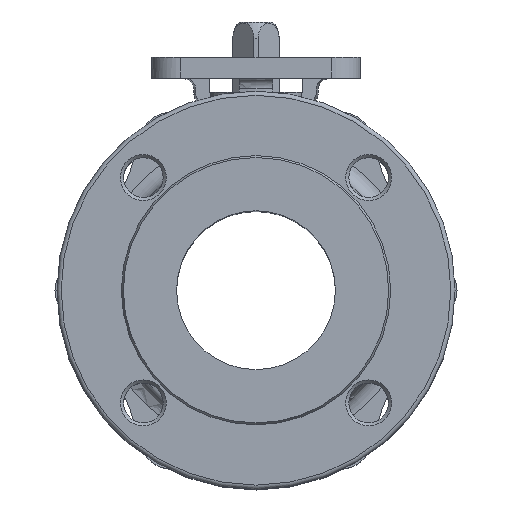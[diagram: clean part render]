
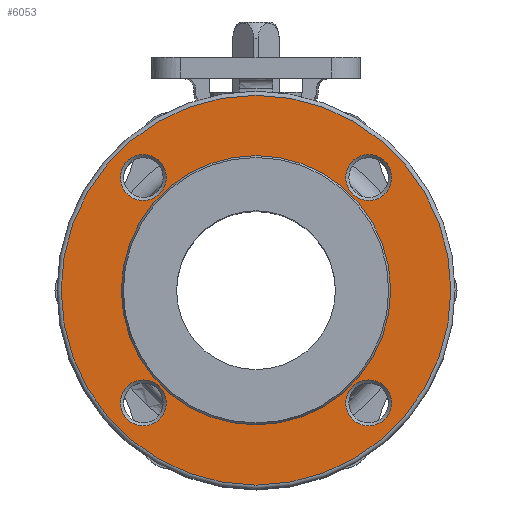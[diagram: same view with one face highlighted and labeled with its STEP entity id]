
A CAD part, top view. The second image highlights one B-rep face of the part: STEP entity #6053.
In plain terms, the highlighted planar face has unit normal (0, 0, 1).
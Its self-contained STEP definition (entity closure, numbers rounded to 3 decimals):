
#715=PLANE('',#6594);
#1378=ORIENTED_EDGE('',*,*,#3168,.F.);
#1379=ORIENTED_EDGE('',*,*,#3170,.F.);
#1380=ORIENTED_EDGE('',*,*,#3171,.F.);
#1381=ORIENTED_EDGE('',*,*,#3172,.F.);
#1382=ORIENTED_EDGE('',*,*,#3173,.F.);
#1383=ORIENTED_EDGE('',*,*,#3167,.T.);
#3167=EDGE_CURVE('',#4060,#4060,#4632,.T.);
#3168=EDGE_CURVE('',#4061,#4061,#4633,.T.);
#3170=EDGE_CURVE('',#4063,#4063,#4635,.T.);
#3171=EDGE_CURVE('',#4064,#4064,#4636,.T.);
#3172=EDGE_CURVE('',#4065,#4065,#4637,.T.);
#3173=EDGE_CURVE('',#4066,#4066,#4638,.T.);
#4060=VERTEX_POINT('',#9595);
#4061=VERTEX_POINT('',#9598);
#4063=VERTEX_POINT('',#9603);
#4064=VERTEX_POINT('',#9605);
#4065=VERTEX_POINT('',#9607);
#4066=VERTEX_POINT('',#9609);
#4632=CIRCLE('',#6590,64.424);
#4633=CIRCLE('',#6592,93.25);
#4635=CIRCLE('',#6595,11.);
#4636=CIRCLE('',#6596,11.);
#4637=CIRCLE('',#6597,11.);
#4638=CIRCLE('',#6598,11.);
#4939=EDGE_LOOP('',(#1378));
#4940=EDGE_LOOP('',(#1379));
#4941=EDGE_LOOP('',(#1380));
#4942=EDGE_LOOP('',(#1381));
#4943=EDGE_LOOP('',(#1382));
#4944=EDGE_LOOP('',(#1383));
#5457=FACE_BOUND('',#4939,.T.);
#5458=FACE_BOUND('',#4940,.T.);
#5459=FACE_BOUND('',#4941,.T.);
#5460=FACE_BOUND('',#4942,.T.);
#5461=FACE_BOUND('',#4943,.T.);
#5462=FACE_BOUND('',#4944,.T.);
#6053=ADVANCED_FACE('',(#5457,#5458,#5459,#5460,#5461,#5462),#715,.F.);
#6590=AXIS2_PLACEMENT_3D('',#9594,#7579,#7580);
#6592=AXIS2_PLACEMENT_3D('',#9597,#7583,#7584);
#6594=AXIS2_PLACEMENT_3D('',#9601,#7587,#7588);
#6595=AXIS2_PLACEMENT_3D('',#9602,#7589,#7590);
#6596=AXIS2_PLACEMENT_3D('',#9604,#7591,#7592);
#6597=AXIS2_PLACEMENT_3D('',#9606,#7593,#7594);
#6598=AXIS2_PLACEMENT_3D('',#9608,#7595,#7596);
#7579=DIRECTION('',(0.,0.,-1.));
#7580=DIRECTION('',(-1.,0.,0.));
#7583=DIRECTION('',(0.,0.,-1.));
#7584=DIRECTION('',(-1.,0.,0.));
#7587=DIRECTION('',(0.,0.,-1.));
#7588=DIRECTION('',(-1.,0.,0.));
#7589=DIRECTION('',(0.,0.,1.));
#7590=DIRECTION('',(1.,0.,0.));
#7591=DIRECTION('',(0.,0.,1.));
#7592=DIRECTION('',(1.,0.,0.));
#7593=DIRECTION('',(0.,0.,1.));
#7594=DIRECTION('',(1.,0.,0.));
#7595=DIRECTION('',(0.,0.,1.));
#7596=DIRECTION('',(1.,0.,0.));
#9594=CARTESIAN_POINT('',(0.,0.,90.9));
#9595=CARTESIAN_POINT('',(-64.424,0.,90.9));
#9597=CARTESIAN_POINT('',(0.,0.,90.9));
#9598=CARTESIAN_POINT('',(-93.25,0.,90.9));
#9601=CARTESIAN_POINT('',(0.,64.424,90.9));
#9602=CARTESIAN_POINT('',(-53.917,-53.917,90.9));
#9603=CARTESIAN_POINT('',(-42.917,-53.917,90.9));
#9604=CARTESIAN_POINT('',(53.917,-53.917,90.9));
#9605=CARTESIAN_POINT('',(64.917,-53.917,90.9));
#9606=CARTESIAN_POINT('',(53.917,53.917,90.9));
#9607=CARTESIAN_POINT('',(64.917,53.917,90.9));
#9608=CARTESIAN_POINT('',(-53.917,53.917,90.9));
#9609=CARTESIAN_POINT('',(-42.917,53.917,90.9));
